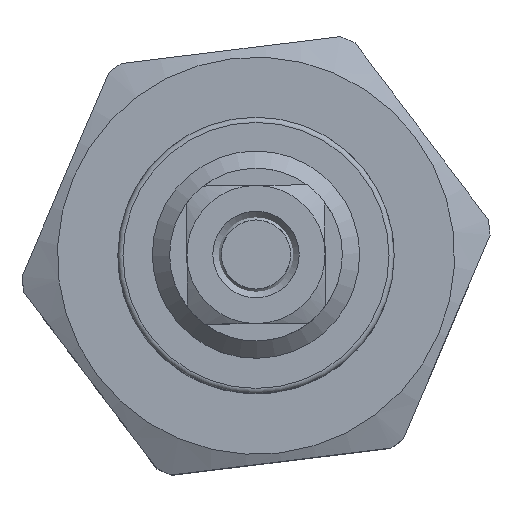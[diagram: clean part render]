
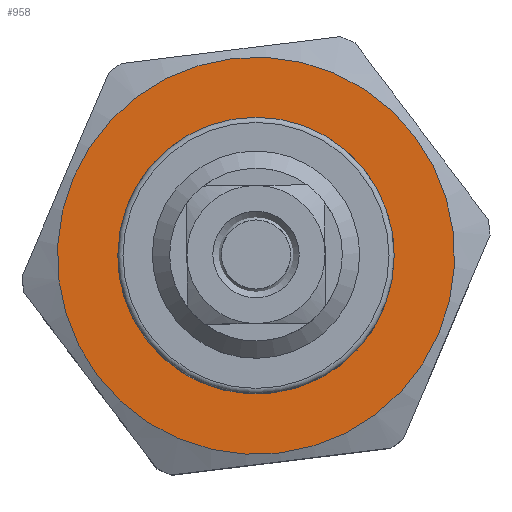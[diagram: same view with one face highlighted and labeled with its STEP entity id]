
A CAD part, top view. The second image highlights one B-rep face of the part: STEP entity #958.
In plain terms, the highlighted face is planar.
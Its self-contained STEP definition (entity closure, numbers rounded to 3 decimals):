
#178=PLANE('',#1101);
#220=FACE_BOUND('',#397,.T.);
#288=FACE_OUTER_BOUND('',#396,.T.);
#396=EDGE_LOOP('',(#873));
#397=EDGE_LOOP('',(#874));
#450=CIRCLE('',#1072,8.);
#457=CIRCLE('',#1080,11.5);
#523=VERTEX_POINT('',#1628);
#536=VERTEX_POINT('',#1667);
#620=EDGE_CURVE('',#523,#523,#450,.T.);
#633=EDGE_CURVE('',#536,#536,#457,.T.);
#873=ORIENTED_EDGE('',*,*,#633,.T.);
#874=ORIENTED_EDGE('',*,*,#620,.T.);
#958=ADVANCED_FACE('',(#288,#220),#178,.F.);
#1072=AXIS2_PLACEMENT_3D('',#1629,#1337,#1338);
#1080=AXIS2_PLACEMENT_3D('',#1668,#1353,#1354);
#1101=AXIS2_PLACEMENT_3D('',#1732,#1407,#1408);
#1337=DIRECTION('center_axis',(0.,0.,1.));
#1338=DIRECTION('ref_axis',(-1.,0.,0.));
#1353=DIRECTION('center_axis',(0.,0.,-1.));
#1354=DIRECTION('ref_axis',(0.,1.,0.));
#1407=DIRECTION('center_axis',(0.,0.,1.));
#1408=DIRECTION('ref_axis',(1.,0.,0.));
#1628=CARTESIAN_POINT('',(8.,0.,0.));
#1629=CARTESIAN_POINT('Origin',(0.,0.,0.));
#1667=CARTESIAN_POINT('',(0.,11.5,0.));
#1668=CARTESIAN_POINT('Origin',(0.,0.,0.));
#1732=CARTESIAN_POINT('Origin',(0.,0.,
0.));
